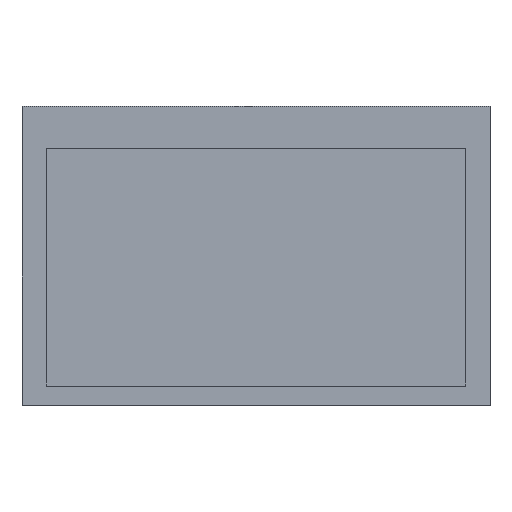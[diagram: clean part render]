
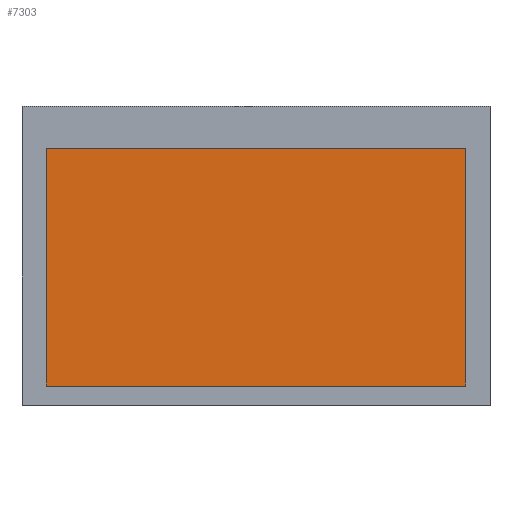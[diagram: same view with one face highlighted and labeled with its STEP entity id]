
A CAD part, top view. The second image highlights one B-rep face of the part: STEP entity #7303.
In plain terms, the highlighted planar face has unit normal (0, 0, 1).
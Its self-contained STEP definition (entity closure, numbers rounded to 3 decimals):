
#7111=DIRECTION('',(0.,1.,0.));
#7112=VECTOR('',#7111,53.86);
#7113=CARTESIAN_POINT('',(47.52,-29.46,8.75));
#7114=LINE('',#7113,#7112);
#7115=DIRECTION('',(1.,0.,0.));
#7116=VECTOR('',#7115,95.04);
#7117=CARTESIAN_POINT('',(-47.52,-29.46,8.75));
#7118=LINE('',#7117,#7116);
#7119=DIRECTION('',(0.,-1.,0.));
#7120=VECTOR('',#7119,53.86);
#7121=CARTESIAN_POINT('',(-47.52,24.4,8.75));
#7122=LINE('',#7121,#7120);
#7123=DIRECTION('',(-1.,0.,0.));
#7124=VECTOR('',#7123,95.04);
#7125=CARTESIAN_POINT('',(47.52,24.4,8.75));
#7126=LINE('',#7125,#7124);
#7151=CARTESIAN_POINT('',(47.52,-29.46,8.75));
#7152=CARTESIAN_POINT('',(47.52,24.4,8.75));
#7153=VERTEX_POINT('',#7151);
#7154=VERTEX_POINT('',#7152);
#7155=CARTESIAN_POINT('',(-47.52,24.4,8.75));
#7156=VERTEX_POINT('',#7155);
#7157=CARTESIAN_POINT('',(-47.52,-29.46,8.75));
#7158=VERTEX_POINT('',#7157);
#7290=CARTESIAN_POINT('',(0.,0.,8.75));
#7291=DIRECTION('',(0.,0.,1.));
#7292=DIRECTION('',(1.,0.,0.));
#7293=AXIS2_PLACEMENT_3D('',#7290,#7291,#7292);
#7294=PLANE('',#7293);
#7295=ORIENTED_EDGE('',*,*,#7283,.F.);
#7296=ORIENTED_EDGE('',*,*,#7176,.F.);
#7298=ORIENTED_EDGE('',*,*,#7297,.F.);
#7300=ORIENTED_EDGE('',*,*,#7299,.F.);
#7301=EDGE_LOOP('',(#7295,#7296,#7298,#7300));
#7302=FACE_OUTER_BOUND('',#7301,.F.);
#7303=ADVANCED_FACE('',(#7302),#7294,.T.);
#7176=EDGE_CURVE('',#7158,#7153,#7118,.T.);
#7283=EDGE_CURVE('',#7153,#7154,#7114,.T.);
#7297=EDGE_CURVE('',#7156,#7158,#7122,.T.);
#7299=EDGE_CURVE('',#7154,#7156,#7126,.T.);
